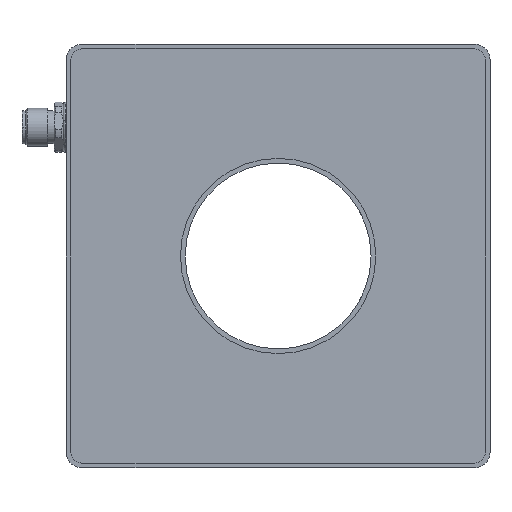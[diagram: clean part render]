
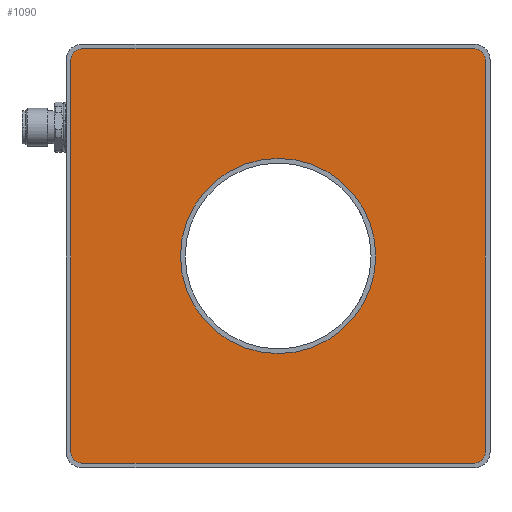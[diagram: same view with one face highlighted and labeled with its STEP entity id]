
A CAD part, front view. The second image highlights one B-rep face of the part: STEP entity #1090.
In plain terms, the highlighted face is planar.
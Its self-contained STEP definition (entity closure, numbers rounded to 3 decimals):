
#24 = ORIENTED_EDGE ( 'NONE', *, *, #2683, .F. ) ;
#50 = CIRCLE ( 'NONE', #4977, 31.1 ) ;
#69 = ORIENTED_EDGE ( 'NONE', *, *, #18327, .F. ) ;
#275 = DIRECTION ( 'NONE',  ( 0., 0., -1. ) ) ;
#382 = CARTESIAN_POINT ( 'NONE',  ( 62.5, 66., 12.25 ) ) ;
#1090 = ADVANCED_FACE ( 'NONE', ( #10936, #7853 ), #4662, .F. ) ;
#1149 = VERTEX_POINT ( 'NONE', #3412 ) ;
#1509 = EDGE_CURVE ( 'NONE', #8058, #10654, #50, .T. ) ;
#1581 = AXIS2_PLACEMENT_3D ( 'NONE', #7761, #12391, #13557 ) ;
#1819 = CARTESIAN_POINT ( 'NONE',  ( 62.5, 62.5, 12.25 ) ) ;
#1841 = EDGE_CURVE ( 'NONE', #3181, #15824, #17043, .T. ) ;
#2236 = CARTESIAN_POINT ( 'NONE',  ( 0., 31.1, 12.25 ) ) ;
#2427 = AXIS2_PLACEMENT_3D ( 'NONE', #11779, #16540, #11966 ) ;
#2657 = CARTESIAN_POINT ( 'NONE',  ( -62.5, -66., 12.25 ) ) ;
#2683 = EDGE_CURVE ( 'NONE', #10867, #19028, #9260, .T. ) ;
#3116 = CARTESIAN_POINT ( 'NONE',  ( -66., 62.5, 12.25 ) ) ;
#3181 = VERTEX_POINT ( 'NONE', #382 ) ;
#3220 = CARTESIAN_POINT ( 'NONE',  ( -66., 62.5, 12.25 ) ) ;
#3412 = CARTESIAN_POINT ( 'NONE',  ( -62.5, 66., 12.25 ) ) ;
#3443 = ORIENTED_EDGE ( 'NONE', *, *, #5470, .F. ) ;
#3483 = ORIENTED_EDGE ( 'NONE', *, *, #13373, .F. ) ;
#3681 = ORIENTED_EDGE ( 'NONE', *, *, #15619, .T. ) ;
#3805 = CARTESIAN_POINT ( 'NONE',  ( 66., -62.5, 12.25 ) ) ;
#4662 = PLANE ( 'NONE',  #1581 ) ;
#4941 = DIRECTION ( 'NONE',  ( 0., 1., 0. ) ) ;
#4977 = AXIS2_PLACEMENT_3D ( 'NONE', #11789, #19077, #17431 ) ;
#5116 = LINE ( 'NONE', #8039, #18290 ) ;
#5470 = EDGE_CURVE ( 'NONE', #19028, #10346, #5732, .T. ) ;
#5493 = CIRCLE ( 'NONE', #2427, 3.5 ) ;
#5732 = LINE ( 'NONE', #3220, #9861 ) ;
#5908 = AXIS2_PLACEMENT_3D ( 'NONE', #1819, #9059, #16715 ) ;
#6748 = CIRCLE ( 'NONE', #14449, 3.5 ) ;
#7206 = EDGE_LOOP ( 'NONE', ( #3681, #8259 ) ) ;
#7469 = CARTESIAN_POINT ( 'NONE',  ( -62.5, -62.5, 12.25 ) ) ;
#7761 = CARTESIAN_POINT ( 'NONE',  ( 0., 0., 12.25 ) ) ;
#7853 = FACE_OUTER_BOUND ( 'NONE', #12349, .T. ) ;
#8039 = CARTESIAN_POINT ( 'NONE',  ( 62.5, 66., 12.25 ) ) ;
#8058 = VERTEX_POINT ( 'NONE', #2236 ) ;
#8126 = EDGE_CURVE ( 'NONE', #15824, #13305, #11392, .T. ) ;
#8243 = AXIS2_PLACEMENT_3D ( 'NONE', #13203, #275, #16424 ) ;
#8259 = ORIENTED_EDGE ( 'NONE', *, *, #1509, .T. ) ;
#8939 = AXIS2_PLACEMENT_3D ( 'NONE', #7469, #17932, #4941 ) ;
#9059 = DIRECTION ( 'NONE',  ( 0., 0., -1. ) ) ;
#9260 = CIRCLE ( 'NONE', #8939, 3.5 ) ;
#9558 = LINE ( 'NONE', #15177, #12330 ) ;
#9559 = EDGE_CURVE ( 'NONE', #18489, #10867, #9558, .T. ) ;
#9598 = ORIENTED_EDGE ( 'NONE', *, *, #11451, .F. ) ;
#9785 = CIRCLE ( 'NONE', #8243, 31.1 ) ;
#9861 = VECTOR ( 'NONE', #12006, 1000. ) ;
#10346 = VERTEX_POINT ( 'NONE', #3116 ) ;
#10654 = VERTEX_POINT ( 'NONE', #15726 ) ;
#10867 = VERTEX_POINT ( 'NONE', #2657 ) ;
#10936 = FACE_BOUND ( 'NONE', #7206, .T. ) ;
#11040 = DIRECTION ( 'NONE',  ( 0., 1., 0. ) ) ;
#11240 = ORIENTED_EDGE ( 'NONE', *, *, #8126, .F. ) ;
#11392 = LINE ( 'NONE', #16051, #17563 ) ;
#11451 = EDGE_CURVE ( 'NONE', #1149, #3181, #5116, .T. ) ;
#11779 = CARTESIAN_POINT ( 'NONE',  ( 62.5, -62.5, 12.25 ) ) ;
#11789 = CARTESIAN_POINT ( 'NONE',  ( 0., 0., 12.25 ) ) ;
#11966 = DIRECTION ( 'NONE',  ( 0., 1., 0. ) ) ;
#12006 = DIRECTION ( 'NONE',  ( 0., 1., 0. ) ) ;
#12282 = CARTESIAN_POINT ( 'NONE',  ( -66., -62.5, 12.25 ) ) ;
#12301 = DIRECTION ( 'NONE',  ( 0., 0., -1. ) ) ;
#12330 = VECTOR ( 'NONE', #15470, 1000. ) ;
#12349 = EDGE_LOOP ( 'NONE', ( #11240, #18933, #9598, #3483, #3443, #24, #18902, #69 ) ) ;
#12391 = DIRECTION ( 'NONE',  ( 0., 0., -1. ) ) ;
#13203 = CARTESIAN_POINT ( 'NONE',  ( 0., 0., 12.25 ) ) ;
#13305 = VERTEX_POINT ( 'NONE', #3805 ) ;
#13373 = EDGE_CURVE ( 'NONE', #10346, #1149, #6748, .T. ) ;
#13557 = DIRECTION ( 'NONE',  ( 0., 1., 0. ) ) ;
#14004 = CARTESIAN_POINT ( 'NONE',  ( 62.5, -66., 12.25 ) ) ;
#14449 = AXIS2_PLACEMENT_3D ( 'NONE', #15314, #12301, #11040 ) ;
#15053 = CARTESIAN_POINT ( 'NONE',  ( 66., 62.5, 12.25 ) ) ;
#15177 = CARTESIAN_POINT ( 'NONE',  ( -62.5, -66., 12.25 ) ) ;
#15314 = CARTESIAN_POINT ( 'NONE',  ( -62.5, 62.5, 12.25 ) ) ;
#15470 = DIRECTION ( 'NONE',  ( -1., 0., 0. ) ) ;
#15619 = EDGE_CURVE ( 'NONE', #10654, #8058, #9785, .T. ) ;
#15726 = CARTESIAN_POINT ( 'NONE',  ( 0., -31.1, 12.25 ) ) ;
#15824 = VERTEX_POINT ( 'NONE', #15053 ) ;
#16051 = CARTESIAN_POINT ( 'NONE',  ( 66., -62.5, 12.25 ) ) ;
#16146 = DIRECTION ( 'NONE',  ( 0., -1., 0. ) ) ;
#16424 = DIRECTION ( 'NONE',  ( 0., 1., 0. ) ) ;
#16540 = DIRECTION ( 'NONE',  ( 0., 0., -1. ) ) ;
#16715 = DIRECTION ( 'NONE',  ( 0., 1., 0. ) ) ;
#17043 = CIRCLE ( 'NONE', #5908, 3.5 ) ;
#17431 = DIRECTION ( 'NONE',  ( 0., 1., 0. ) ) ;
#17563 = VECTOR ( 'NONE', #16146, 1000. ) ;
#17932 = DIRECTION ( 'NONE',  ( 0., 0., -1. ) ) ;
#18290 = VECTOR ( 'NONE', #18601, 1000. ) ;
#18327 = EDGE_CURVE ( 'NONE', #13305, #18489, #5493, .T. ) ;
#18489 = VERTEX_POINT ( 'NONE', #14004 ) ;
#18601 = DIRECTION ( 'NONE',  ( 1., 0., 0. ) ) ;
#18902 = ORIENTED_EDGE ( 'NONE', *, *, #9559, .F. ) ;
#18933 = ORIENTED_EDGE ( 'NONE', *, *, #1841, .F. ) ;
#19028 = VERTEX_POINT ( 'NONE', #12282 ) ;
#19077 = DIRECTION ( 'NONE',  ( 0., 0., -1. ) ) ;
